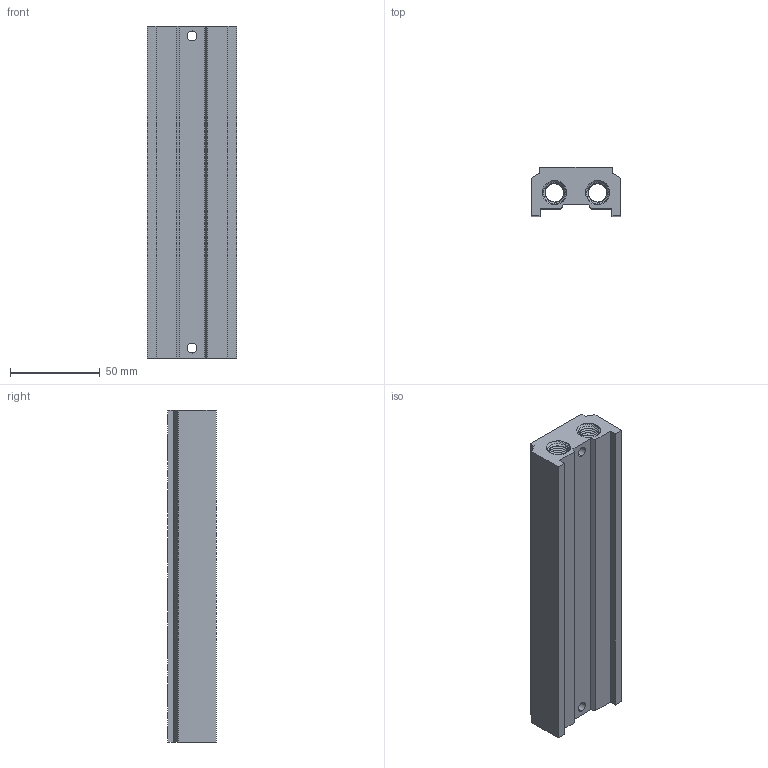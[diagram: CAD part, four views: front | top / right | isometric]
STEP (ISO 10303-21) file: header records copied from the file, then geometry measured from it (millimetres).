
FILE_DESCRIPTION (( 'STEP AP203' ), '1' );
FILE_NAME ('mf4300-m06.STEP', '2013-02-04T05:24:46', ( '' ), ( '' ), 'SwSTEP 2.0', 'SolidWorks 2008', '' );
FILE_SCHEMA (( 'CONFIG_CONTROL_DESIGN' ));
Length unit declared in the file: millimetre
Products named in the file (1): mf4300-m06
Bounding box: 50 x 27 x 185 mm (x, y, z)
Volume: 158932.7 mm3; surface area: 50422.2 mm2
Topology: 1 solids, 1 shells, 222 faces, 580 edges, 384 vertices
Faces by surface type: cylinder 132, plane 58, cone 16, bspline 16
Entity records: 13225 total; most frequent: CARTESIAN_POINT 8063, ORIENTED_EDGE 1160, DIRECTION 946, EDGE_CURVE 580, VERTEX_POINT 384, AXIS2_PLACEMENT_3D 363, EDGE_LOOP 278, ADVANCED_FACE 222
